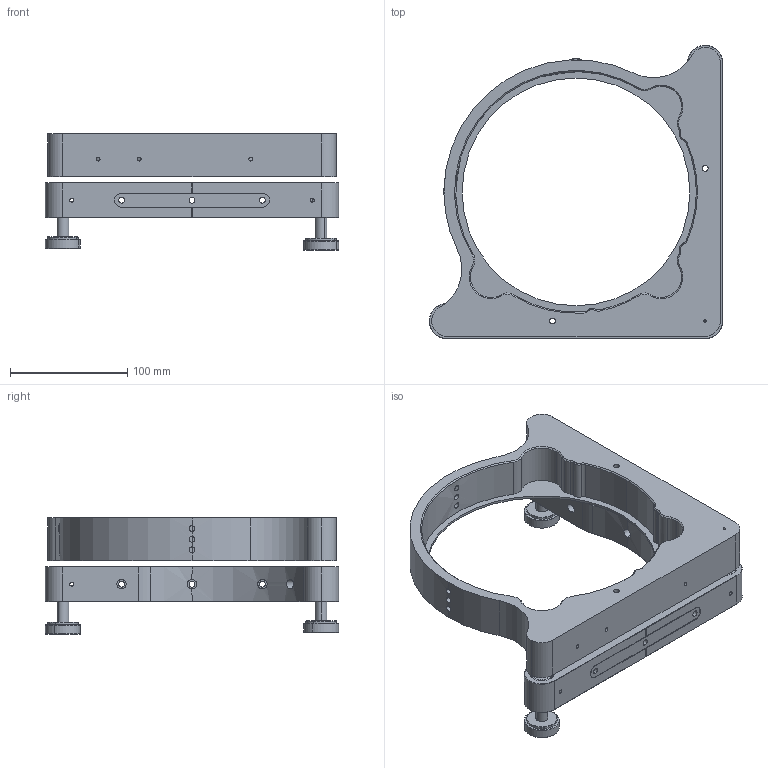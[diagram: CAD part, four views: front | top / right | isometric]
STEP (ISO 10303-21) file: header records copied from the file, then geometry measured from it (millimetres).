
FILE_DESCRIPTION (( 'STEP AP203' ), '1' );
FILE_NAME ('1.1.1.33_ZJB-200-2_光学调整架，用于φ200mm光学元件，两轴.STEP', '2024-04-06T01:12:02', ( '' ), ( '' ), 'SwSTEP 2.0', 'SolidWorks 2021', '' );
FILE_SCHEMA (( 'CONFIG_CONTROL_DESIGN' ));
Length unit declared in the file: millimetre
Products named in the file (1): 1.1.1.33_ZJB-200-2_光学调整架，用于φ200mm光学元件，两轴
Bounding box: 250 x 250 x 99.1 mm (x, y, z)
Surface area: 182791.7 mm2 (no closed solid volume)
Topology: 0 solids, 17 shells, 364 faces, 1049 edges, 687 vertices
Faces by surface type: cylinder 186, plane 96, cone 82
Entity records: 13655 total; most frequent: CARTESIAN_POINT 3692, DIRECTION 2207, ORIENTED_EDGE 1898, EDGE_CURVE 1049, AXIS2_PLACEMENT_3D 859, VERTEX_POINT 687, CIRCLE 494, LINE 489
